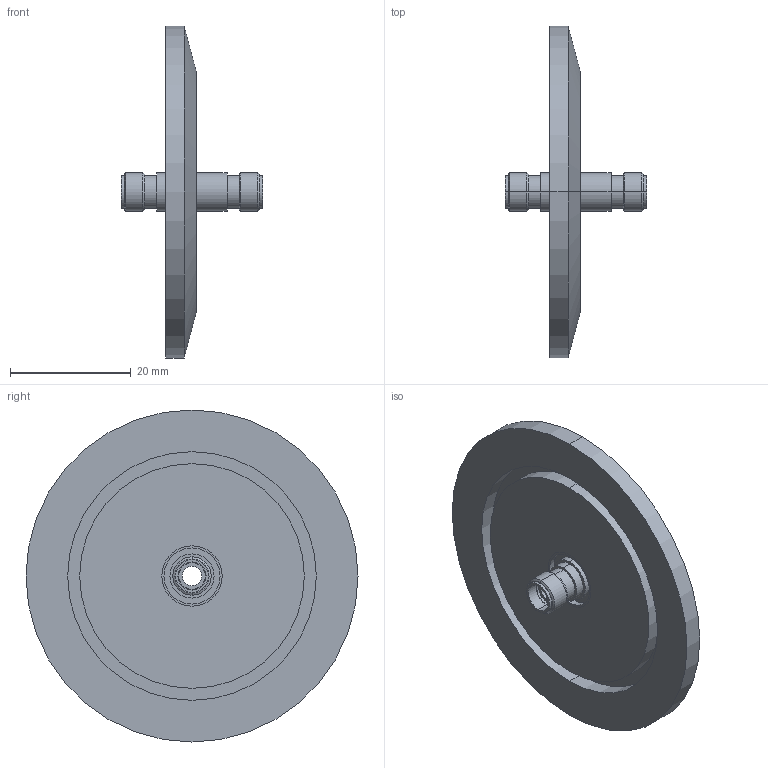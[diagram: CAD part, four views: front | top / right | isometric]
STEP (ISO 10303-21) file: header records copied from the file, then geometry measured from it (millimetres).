
FILE_DESCRIPTION (( 'STEP AP214' ), '1' );
FILE_NAME ('152-FCF-K40.STEP', '2020-05-19T12:58:16', ( '' ), ( '' ), 'SwSTEP 2.0', 'SolidWorks 2017', '' );
FILE_SCHEMA (( 'AUTOMOTIVE_DESIGN' ));
Length unit declared in the file: millimetre
Products named in the file (3): 152-FCF-K40; 9152-FCF; 9152-FCF-KX-X_9152-FCF-K40
Assembly tree (2 placements, depth 2):
  152-FCF-K40
    9152-FCF-KX-X_9152-FCF-K40
    9152-FCF
Bounding box: 23.43 x 55 x 55 mm (x, y, z)
Volume: 10381.5 mm3; surface area: 6902.8 mm2
Topology: 2 solids, 2 shells, 67 faces, 134 edges, 86 vertices
Faces by surface type: cylinder 38, plane 19, cone 10
Entity records: 1892 total; most frequent: DIRECTION 364, CARTESIAN_POINT 292, ORIENTED_EDGE 268, AXIS2_PLACEMENT_3D 158, EDGE_CURVE 134, VERTEX_POINT 86, CIRCLE 86, EDGE_LOOP 86
